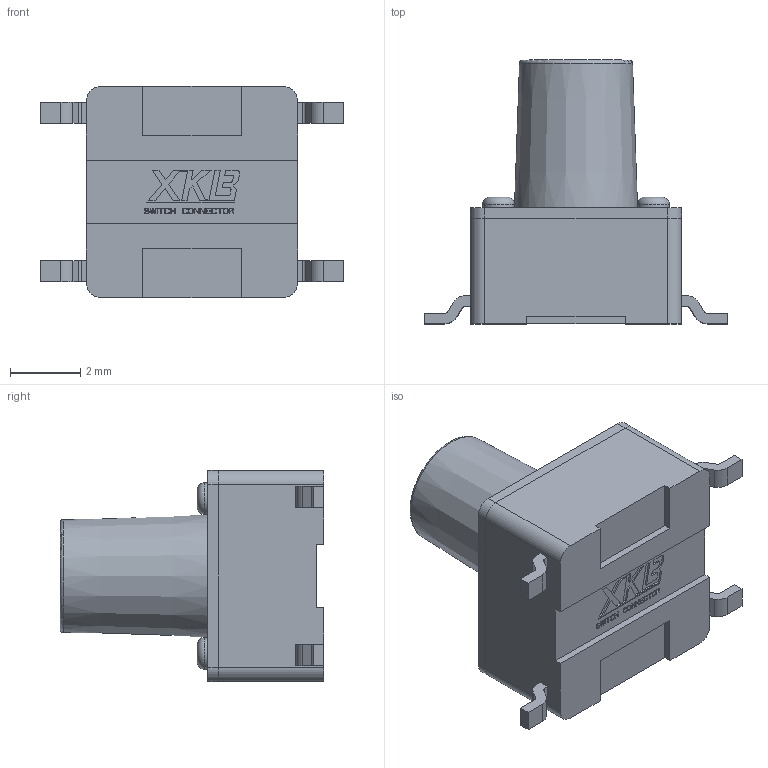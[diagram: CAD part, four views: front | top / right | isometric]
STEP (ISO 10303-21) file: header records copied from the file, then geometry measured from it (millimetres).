
FILE_DESCRIPTION(/* description */ (''),/* implementation_level */ '2;1');
FILE_NAME(/* name */ 'XKB_TS-1102S-X-H-B.step',/* time_stamp */ '2021-12-10T11:48:04+08:00',/* author */ (''),/* organization */ (''),/* preprocessor_version */ 'ST-DEVELOPER v18.1',/* originating_system */ 'Autodesk Translation Framework v10.10.0.1391',/* authorisation */ '');
FILE_SCHEMA (('AUTOMOTIVE_DESIGN { 1 0 10303 214 3 1 1 }'));
Length unit declared in the file: millimetre
Products named in the file (1): TS-1102S-X-H-B
Bounding box: 8.6 x 7.5 x 6 mm (x, y, z)
Volume: 153.4 mm3; surface area: 271 mm2
Topology: 6 solids, 6 shells, 543 faces, 1517 edges, 1011 vertices
Faces by surface type: plane 499, cylinder 38, torus 5, cone 1
Full cylindrical faces by diameter (mm): 0.9 x8, 3.5 x2
Entity records: 17217 total; most frequent: CARTESIAN_POINT 3072, ORIENTED_EDGE 3034, DIRECTION 2697, EDGE_CURVE 1517, LINE 1425, VECTOR 1425, VERTEX_POINT 1011, AXIS2_PLACEMENT_3D 636
